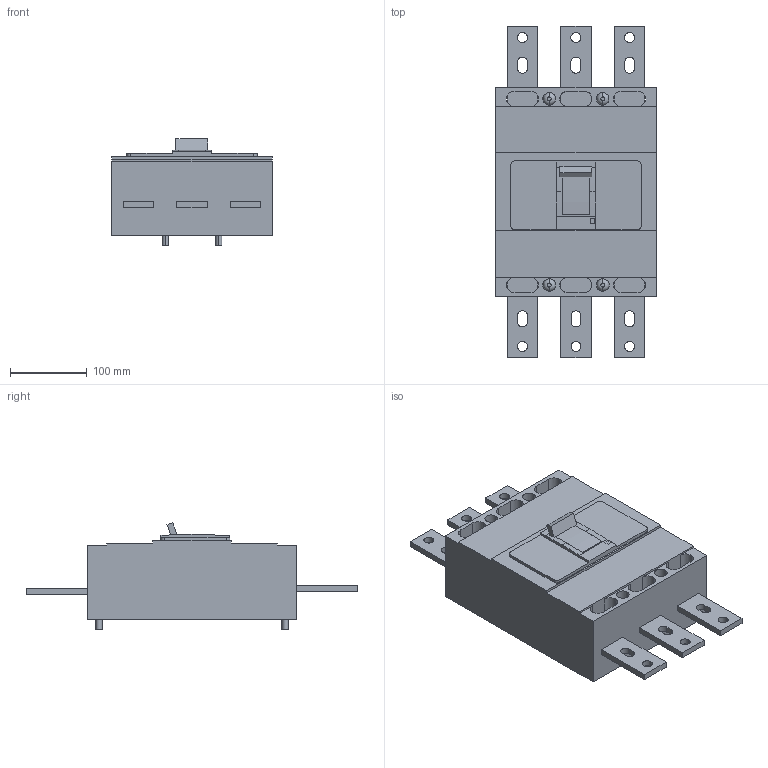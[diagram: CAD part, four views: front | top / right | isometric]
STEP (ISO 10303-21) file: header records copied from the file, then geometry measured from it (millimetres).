
FILE_DESCRIPTION(('CoCreate Modeling STEP Export'),'2;1');
FILE_NAME('Ｓ６３０ＮＥ３Ｆ.stp','2016-03-24T11:11:37',(''),(''),'CoCreate Modeling STEP processor for AP214 (Solid Model)','CoCreate Modeling 17.0 01-Apr-2010 (C) Parametric Technology GmbH','');
FILE_SCHEMA(('AUTOMOTIVE_DESIGN { 1 0 10303 214 1 1 1 1 }'));
Length unit declared in the file: millimetre
Products named in the file (3): P1; P2.2; Ｓ６３０ＮＥ３Ｆ
Assembly tree (5 placements, depth 2):
  Ｓ６３０ＮＥ３Ｆ
    P2.2  x4
    P1
Bounding box: 210 x 433 x 139.18 mm (x, y, z)
Volume: 5514953.1 mm3; surface area: 345289.4 mm2
Topology: 5 solids, 5 shells, 232 faces, 664 edges, 440 vertices
Faces by surface type: plane 137, cylinder 79, torus 16
Entity records: 7086 total; most frequent: ORIENTED_EDGE 1232, CARTESIAN_POINT 1076, DIRECTION 958, EDGE_CURVE 616, VERTEX_POINT 410, VECTOR 374, LINE 374, AXIS2_PLACEMENT_3D 292
